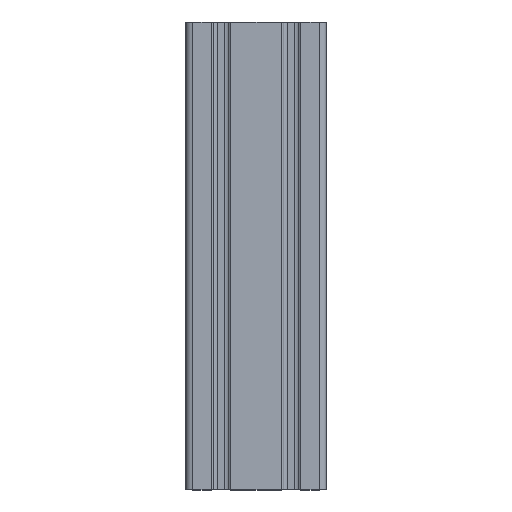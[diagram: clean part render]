
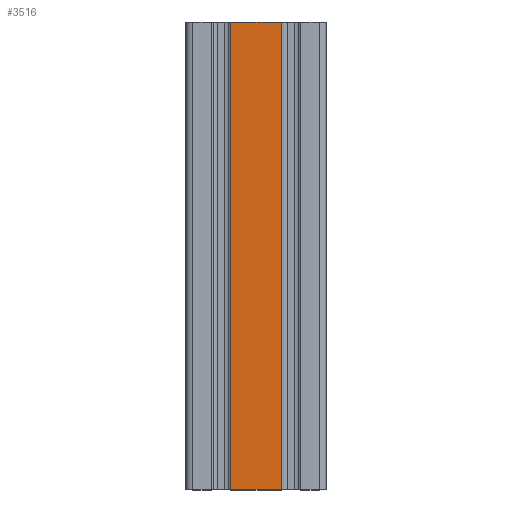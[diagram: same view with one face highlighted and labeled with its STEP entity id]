
A CAD part, top view. The second image highlights one B-rep face of the part: STEP entity #3516.
In plain terms, the highlighted planar face has unit normal (0, 0, 1).
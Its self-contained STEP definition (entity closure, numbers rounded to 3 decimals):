
#64=PLANE('',#3772);
#190=FACE_OUTER_BOUND('',#372,.T.);
#372=EDGE_LOOP('',(#2565,#2566,#2567,#2568));
#639=LINE('',#5512,#991);
#640=LINE('',#5516,#992);
#641=LINE('',#5518,#993);
#642=LINE('',#5519,#994);
#991=VECTOR('',#4423,200.);
#992=VECTOR('',#4428,21.65);
#993=VECTOR('',#4429,200.);
#994=VECTOR('',#4430,21.65);
#1529=VERTEX_POINT('',#5509);
#1530=VERTEX_POINT('',#5511);
#1531=VERTEX_POINT('',#5515);
#1532=VERTEX_POINT('',#5517);
#1958=EDGE_CURVE('',#1529,#1530,#639,.T.);
#1960=EDGE_CURVE('',#1529,#1531,#640,.T.);
#1961=EDGE_CURVE('',#1531,#1532,#641,.T.);
#1962=EDGE_CURVE('',#1530,#1532,#642,.T.);
#2565=ORIENTED_EDGE('',*,*,#1960,.T.);
#2566=ORIENTED_EDGE('',*,*,#1961,.T.);
#2567=ORIENTED_EDGE('',*,*,#1962,.F.);
#2568=ORIENTED_EDGE('',*,*,#1958,.F.);
#3516=ADVANCED_FACE('',(#190),#64,.T.);
#3772=AXIS2_PLACEMENT_3D('',#5514,#4426,#4427);
#4423=DIRECTION('',(0.,-1.,0.));
#4426=DIRECTION('center_axis',(0.,0.,1.));
#4427=DIRECTION('ref_axis',(1.,0.,0.));
#4428=DIRECTION('',(-1.,0.,0.));
#4429=DIRECTION('',(0.,-1.,0.));
#4430=DIRECTION('',(-1.,0.,0.));
#5509=CARTESIAN_POINT('',(10.825,200.,30.));
#5511=CARTESIAN_POINT('',(10.825,0.,30.));
#5512=CARTESIAN_POINT('',(10.825,0.,30.));
#5514=CARTESIAN_POINT('Origin',(-10.825,0.,30.));
#5515=CARTESIAN_POINT('',(-10.825,200.,30.));
#5516=CARTESIAN_POINT('',(-5.412,200.,30.));
#5517=CARTESIAN_POINT('',(-10.825,0.,30.));
#5518=CARTESIAN_POINT('',(-10.825,0.,30.));
#5519=CARTESIAN_POINT('',(-5.412,0.,30.));
